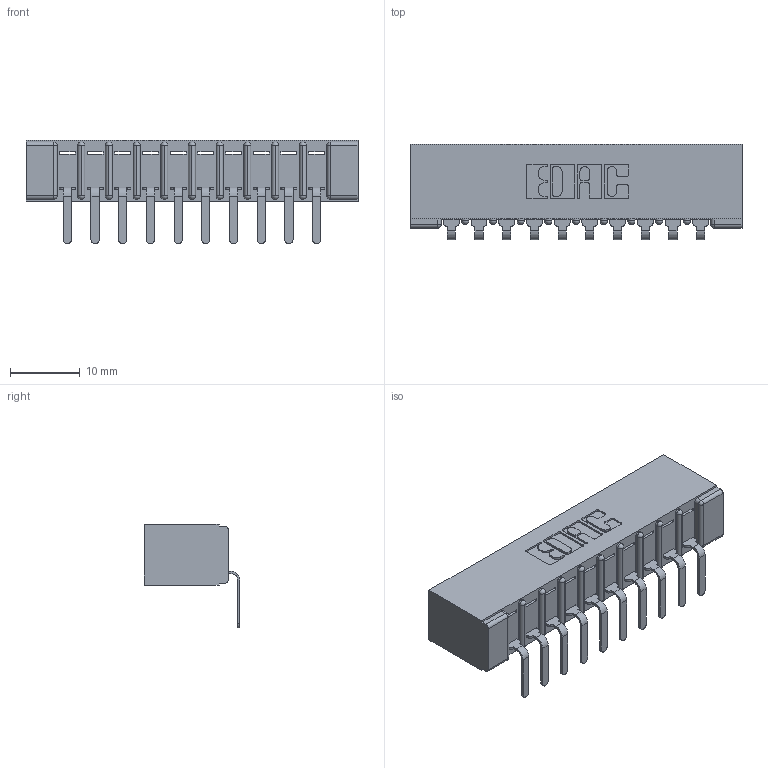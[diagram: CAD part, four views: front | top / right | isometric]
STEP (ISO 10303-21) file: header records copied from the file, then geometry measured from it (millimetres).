
FILE_DESCRIPTION (( 'STEP AP203' ), '1' );
FILE_NAME ('357-010-559-101.STEP', '2022-07-12T23:57:22', ( '' ), ( '' ), 'SwSTEP 2.0', 'SolidWorks 2020', '' );
FILE_SCHEMA (( 'CONFIG_CONTROL_DESIGN' ));
Length unit declared in the file: inch
Products named in the file (3): 357-010-559-101; 307-290-001_558 559 - 1 (Single); 307 Part_No Mounting Lugs
Assembly tree (11 placements, depth 2):
  357-010-559-101
    307 Part_No Mounting Lugs
    307-290-001_558 559 - 1 (Single)  x10
Bounding box: 47.5 x 13.7 x 14.81 mm (x, y, z)
Volume: 3232.9 mm3; surface area: 4899.9 mm2
Topology: 11 solids, 11 shells, 721 faces, 2039 edges, 1314 vertices
Faces by surface type: plane 456, cylinder 243, sphere 22
Entity records: 12344 total; most frequent: CARTESIAN_POINT 2068, ORIENTED_EDGE 2054, DIRECTION 2029, EDGE_CURVE 1027, LINE 775, VECTOR 775, VERTEX_POINT 666, AXIS2_PLACEMENT_3D 627
